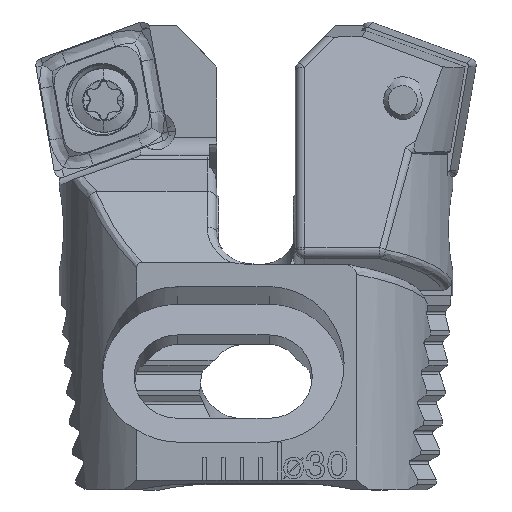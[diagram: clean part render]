
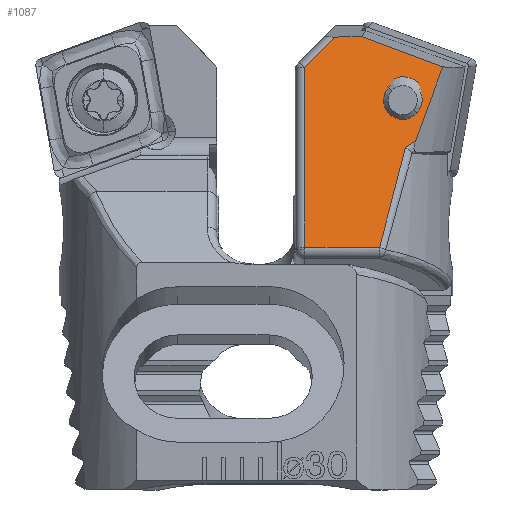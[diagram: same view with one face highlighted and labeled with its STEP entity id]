
A CAD part, top view. The second image highlights one B-rep face of the part: STEP entity #1087.
In plain terms, the highlighted face is planar.
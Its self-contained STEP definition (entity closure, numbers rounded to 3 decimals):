
#133 = LINE ( 'NONE', #4356, #10306 ) ;
#243 = CARTESIAN_POINT ( 'NONE',  ( 6.093, -0.8, -4.764 ) ) ;
#322 = EDGE_CURVE ( 'NONE', #2643, #4061, #133, .T. ) ;
#369 = CARTESIAN_POINT ( 'NONE',  ( 5.156, -12.022, -7.771 ) ) ;
#580 = DIRECTION ( 'NONE',  ( 0., -0.966, -0.259 ) ) ;
#687 = DIRECTION ( 'NONE',  ( 0.933, 0.347, 0.093 ) ) ;
#825 = ORIENTED_EDGE ( 'NONE', *, *, #322, .F. ) ;
#898 = EDGE_CURVE ( 'NONE', #3360, #11128, #3573, .T. ) ;
#1018 = VERTEX_POINT ( 'NONE', #10774 ) ;
#1087 = ADVANCED_FACE ( 'NONE', ( #12468, #5040 ), #9489, .F. ) ;
#1327 = CARTESIAN_POINT ( 'NONE',  ( 3.23, -6.337, -6.247 ) ) ;
#1415 = CARTESIAN_POINT ( 'NONE',  ( 7.54, -0.809, -4.766 ) ) ;
#1563 = B_SPLINE_CURVE_WITH_KNOTS ( 'NONE', 3,
 ( #10128, #5277, #7229, #1327 ),
 .UNSPECIFIED., .F., .F.,
 ( 4, 4 ),
 ( 0., 0.001 ),
 .UNSPECIFIED. ) ;
#1805 = ORIENTED_EDGE ( 'NONE', *, *, #8098, .T. ) ;
#2041 = VERTEX_POINT ( 'NONE', #9026 ) ;
#2488 = CARTESIAN_POINT ( 'NONE',  ( 1.787, -2.399, -5.192 ) ) ;
#2643 = VERTEX_POINT ( 'NONE', #1415 ) ;
#2726 = DIRECTION ( 'NONE',  ( 0.695, -0.695, -0.186 ) ) ;
#2889 = DIRECTION ( 'NONE',  ( 0., -0.966, -0.259 ) ) ;
#3360 = VERTEX_POINT ( 'NONE', #10222 ) ;
#3427 = CARTESIAN_POINT ( 'NONE',  ( 3.777, -6.713, -6.348 ) ) ;
#3573 =( BOUNDED_CURVE ( )  B_SPLINE_CURVE ( 3, ( #5611, #8350, #7661, #6138 ),
 .UNSPECIFIED., .F., .T. ) 
 B_SPLINE_CURVE_WITH_KNOTS ( ( 4, 4 ),
 ( 4.084, 4.213 ),
 .UNSPECIFIED. ) 
 CURVE ( )  GEOMETRIC_REPRESENTATION_ITEM ( )  RATIONAL_B_SPLINE_CURVE ( ( 1., 0.999, 0.999, 1. ) ) 
 REPRESENTATION_ITEM ( '' )  );
#3869 = CARTESIAN_POINT ( 'NONE',  ( 9.15, -0.004, -4.551 ) ) ;
#3929 = ORIENTED_EDGE ( 'NONE', *, *, #11468, .T. ) ;
#4061 = VERTEX_POINT ( 'NONE', #243 ) ;
#4165 = LINE ( 'NONE', #6597, #6778 ) ;
#4226 = DIRECTION ( 'NONE',  ( -1., 0.007, 0.002 ) ) ;
#4300 = CARTESIAN_POINT ( 'NONE',  ( 4.941, -4.182, -5.67 ) ) ;
#4313 = CARTESIAN_POINT ( 'NONE',  ( 4.97, -6.232, -6.219 ) ) ;
#4350 = CARTESIAN_POINT ( 'NONE',  ( 2.86, -2.132, -5.121 ) ) ;
#4356 = CARTESIAN_POINT ( 'NONE',  ( 23.244, -0.914, -4.794 ) ) ;
#4362 = CARTESIAN_POINT ( 'NONE',  ( 4.647, -10.435, -7.345 ) ) ;
#4551 = ORIENTED_EDGE ( 'NONE', *, *, #898, .T. ) ;
#4672 = CARTESIAN_POINT ( 'NONE',  ( 14.706, -7.975, -6.686 ) ) ;
#4734 = ORIENTED_EDGE ( 'NONE', *, *, #9672, .T. ) ;
#5040 = FACE_OUTER_BOUND ( 'NONE', #9813, .T. ) ;
#5277 = CARTESIAN_POINT ( 'NONE',  ( 3.593, -6.59, -6.315 ) ) ;
#5475 = EDGE_CURVE ( 'NONE', #2643, #8518, #11337, .T. ) ;
#5505 = VERTEX_POINT ( 'NONE', #5690 ) ;
#5611 = CARTESIAN_POINT ( 'NONE',  ( 3.23, -6.337, -6.247 ) ) ;
#5690 = CARTESIAN_POINT ( 'NONE',  ( 3.777, -6.713, -6.348 ) ) ;
#5707 = EDGE_CURVE ( 'NONE', #12619, #1018, #6786, .T. ) ;
#5921 = ORIENTED_EDGE ( 'NONE', *, *, #5707, .T. ) ;
#5998 = EDGE_CURVE ( 'NONE', #1018, #12619, #8340, .T. ) ;
#6062 = CARTESIAN_POINT ( 'NONE',  ( 23.25, -12.022, -7.771 ) ) ;
#6138 = CARTESIAN_POINT ( 'NONE',  ( 1.787, -2.399, -5.192 ) ) ;
#6387 = ORIENTED_EDGE ( 'NONE', *, *, #5475, .T. ) ;
#6597 = CARTESIAN_POINT ( 'NONE',  ( 21.315, 4.856, -3.248 ) ) ;
#6778 = VECTOR ( 'NONE', #687, 1000. ) ;
#6786 =( BOUNDED_CURVE ( )  B_SPLINE_CURVE ( 3, ( #7118, #8097, #4313, #11140 ),
 .UNSPECIFIED., .F., .T. ) 
 B_SPLINE_CURVE_WITH_KNOTS ( ( 4, 4 ),
 ( 1.378, 4.519 ),
 .UNSPECIFIED. ) 
 CURVE ( )  GEOMETRIC_REPRESENTATION_ITEM ( )  RATIONAL_B_SPLINE_CURVE ( ( 1., 0.333, 0.333, 1. ) ) 
 REPRESENTATION_ITEM ( '' )  );
#6796 = CARTESIAN_POINT ( 'NONE',  ( 9.15, -2.419, -5.198 ) ) ;
#6839 = EDGE_CURVE ( 'NONE', #11128, #4061, #4165, .T. ) ;
#7107 =( BOUNDED_CURVE ( )  B_SPLINE_CURVE ( 3, ( #369, #4362, #9267, #3427 ),
 .UNSPECIFIED., .F., .T. ) 
 B_SPLINE_CURVE_WITH_KNOTS ( ( 4, 4 ),
 ( 3.838, 4.047 ),
 .UNSPECIFIED. ) 
 CURVE ( )  GEOMETRIC_REPRESENTATION_ITEM ( )  RATIONAL_B_SPLINE_CURVE ( ( 1., 0.996, 0.996, 1. ) ) 
 REPRESENTATION_ITEM ( '' )  );
#7118 = CARTESIAN_POINT ( 'NONE',  ( 2.889, -4.182, -5.67 ) ) ;
#7229 = CARTESIAN_POINT ( 'NONE',  ( 3.411, -6.464, -6.281 ) ) ;
#7627 = ORIENTED_EDGE ( 'NONE', *, *, #11111, .T. ) ;
#7661 = CARTESIAN_POINT ( 'NONE',  ( 2.255, -3.77, -5.56 ) ) ;
#7773 = ORIENTED_EDGE ( 'NONE', *, *, #6839, .T. ) ;
#7975 = VECTOR ( 'NONE', #2889, 1000. ) ;
#8097 = CARTESIAN_POINT ( 'NONE',  ( 2.917, -6.232, -6.219 ) ) ;
#8098 = EDGE_CURVE ( 'NONE', #8518, #2041, #8282, .T. ) ;
#8258 = LINE ( 'NONE', #6062, #11145 ) ;
#8282 = LINE ( 'NONE', #3869, #7975 ) ;
#8307 = CARTESIAN_POINT ( 'NONE',  ( 2.889, -4.182, -5.67 ) ) ;
#8340 =( BOUNDED_CURVE ( )  B_SPLINE_CURVE ( 3, ( #4300, #10174, #4350, #11173 ),
 .UNSPECIFIED., .F., .F. ) 
 B_SPLINE_CURVE_WITH_KNOTS ( ( 4, 4 ),
 ( 4.519, 7.661 ),
 .UNSPECIFIED. ) 
 CURVE ( )  GEOMETRIC_REPRESENTATION_ITEM ( )  RATIONAL_B_SPLINE_CURVE ( ( 1., 0.333, 0.333, 1. ) ) 
 REPRESENTATION_ITEM ( '' )  );
#8350 = CARTESIAN_POINT ( 'NONE',  ( 2.737, -5.084, -5.912 ) ) ;
#8518 = VERTEX_POINT ( 'NONE', #6796 ) ;
#8760 = VECTOR ( 'NONE', #2726, 1000. ) ;
#9026 = CARTESIAN_POINT ( 'NONE',  ( 9.15, -12.022, -7.771 ) ) ;
#9267 = CARTESIAN_POINT ( 'NONE',  ( 4.186, -8.659, -6.87 ) ) ;
#9298 = VERTEX_POINT ( 'NONE', #12101 ) ;
#9489 = PLANE ( 'NONE',  #10945 ) ;
#9672 = EDGE_CURVE ( 'NONE', #2041, #9298, #8258, .T. ) ;
#9813 = EDGE_LOOP ( 'NONE', ( #3929, #4551, #7773, #825, #6387, #1805, #4734, #7627 ) ) ;
#10128 = CARTESIAN_POINT ( 'NONE',  ( 3.777, -6.713, -6.348 ) ) ;
#10174 = CARTESIAN_POINT ( 'NONE',  ( 4.913, -2.132, -5.121 ) ) ;
#10222 = CARTESIAN_POINT ( 'NONE',  ( 3.23, -6.337, -6.247 ) ) ;
#10306 = VECTOR ( 'NONE', #4226, 1000. ) ;
#10344 = EDGE_LOOP ( 'NONE', ( #10517, #5921 ) ) ;
#10517 = ORIENTED_EDGE ( 'NONE', *, *, #5998, .T. ) ;
#10571 = CARTESIAN_POINT ( 'NONE',  ( 23.25, -0.004, -4.551 ) ) ;
#10774 = CARTESIAN_POINT ( 'NONE',  ( 4.941, -4.182, -5.67 ) ) ;
#10945 = AXIS2_PLACEMENT_3D ( 'NONE', #10571, #12389, #580 ) ;
#11111 = EDGE_CURVE ( 'NONE', #9298, #5505, #7107, .T. ) ;
#11128 = VERTEX_POINT ( 'NONE', #2488 ) ;
#11140 = CARTESIAN_POINT ( 'NONE',  ( 4.941, -4.182, -5.67 ) ) ;
#11145 = VECTOR ( 'NONE', #11882, 1000. ) ;
#11173 = CARTESIAN_POINT ( 'NONE',  ( 2.889, -4.182, -5.67 ) ) ;
#11337 = LINE ( 'NONE', #4672, #8760 ) ;
#11468 = EDGE_CURVE ( 'NONE', #5505, #3360, #1563, .T. ) ;
#11882 = DIRECTION ( 'NONE',  ( -1., 0., 0. ) ) ;
#12101 = CARTESIAN_POINT ( 'NONE',  ( 5.156, -12.022, -7.771 ) ) ;
#12389 = DIRECTION ( 'NONE',  ( 0., -0.259, 0.966 ) ) ;
#12468 = FACE_BOUND ( 'NONE', #10344, .T. ) ;
#12619 = VERTEX_POINT ( 'NONE', #8307 ) ;
